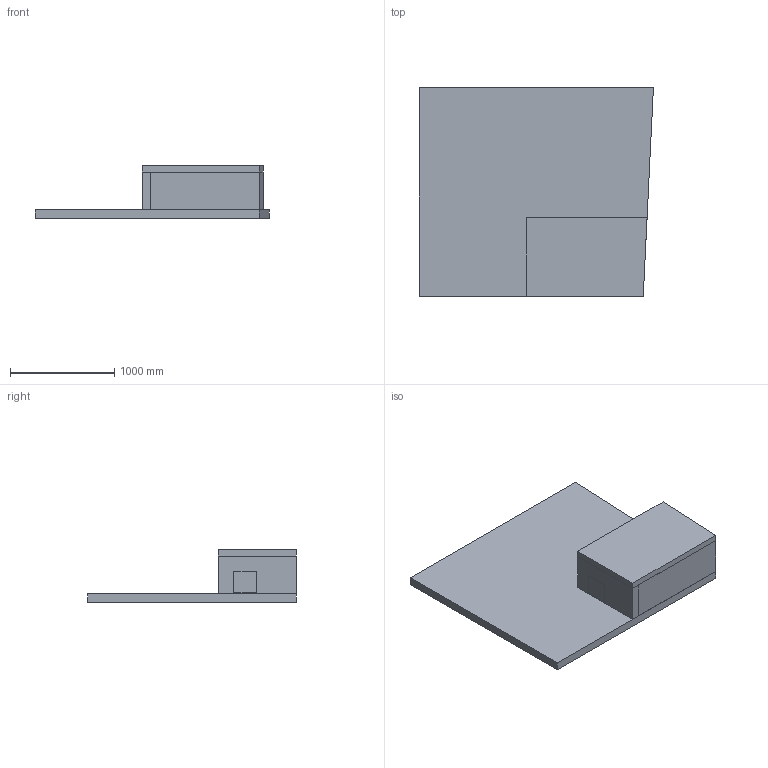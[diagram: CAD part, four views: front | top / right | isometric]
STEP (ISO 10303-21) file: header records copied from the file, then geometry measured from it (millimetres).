
FILE_DESCRIPTION(('STEP AP214'),'1');
FILE_NAME('vault.stp','2025-02-14T01:32:45',('Cubit 2023.11'),(' '),'Spatial InterOp 3D',' ',' ');
FILE_SCHEMA(('AUTOMOTIVE_DESIGN { 1 0 10303 214 1 1 1 1 }'));
Length unit declared in the file: millimetre
Products named in the file (19): Cell_1; Cell_2; Cell_3; Cell_4; Cell_5; Cell_6; Cell_7; Cell_8; Cell_9; Cell_10; Cell_11; Cell_12; Cell_13; Cell_14; Cell_15; Cell_16; Cell_17; Cell_18; Cell_19
Bounding box: 3004.9 x 1998.37 x 505.46 mm (x, y, z)
Volume: 719888864.3 mm3; surface area: 19423630.2 mm2
Topology: 19 solids, 20 shells, 231 faces, 566 edges, 370 vertices
Faces by surface type: plane 201, cylinder 28, sphere 2
Entity records: 7013 total; most frequent: CARTESIAN_POINT 1182, DIRECTION 1136, ORIENTED_EDGE 1124, EDGE_CURVE 562, LINE 488, VECTOR 488, VERTEX_POINT 370, AXIS2_PLACEMENT_3D 324
